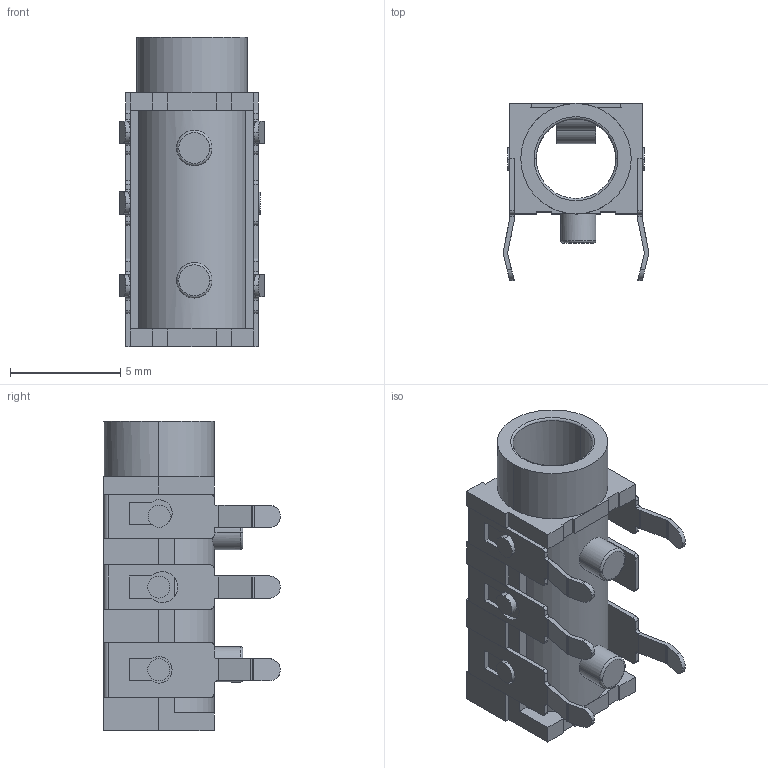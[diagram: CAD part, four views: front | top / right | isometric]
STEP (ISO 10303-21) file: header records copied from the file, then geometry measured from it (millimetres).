
FILE_DESCRIPTION (( 'STEP AP214' ), '1' );
FILE_NAME ('User Library-Jack Audio 3.5 Female.STEP', '2018-10-31T10:44:09', ( '' ), ( '' ), 'SwSTEP 2.0', 'SolidWorks 2018', '' );
FILE_SCHEMA (( 'AUTOMOTIVE_DESIGN' ));
Length unit declared in the file: millimetre
Products named in the file (5): User Library-Jack Audio 3.5 Female; User Library-Jack Audio 3.5 Female_Jack_Pin3; User Library-Jack Audio 3.5 Female_Jack_Pin1; User Library-Jack Audio 3.5 Female_Jack_body; User Library-Jack Audio 3.5 Female_Jack_Pin2
Assembly tree (4 placements, depth 2):
  User Library-Jack Audio 3.5 Female
    User Library-Jack Audio 3.5 Female_Jack_body
    User Library-Jack Audio 3.5 Female_Jack_Pin1
    User Library-Jack Audio 3.5 Female_Jack_Pin2
    User Library-Jack Audio 3.5 Female_Jack_Pin3
Bounding box: 6.59 x 8 x 14 mm (x, y, z)
Volume: 208.4 mm3; surface area: 749 mm2
Topology: 4 solids, 4 shells, 380 faces, 1076 edges, 709 vertices
Faces by surface type: plane 240, cylinder 134, torus 6
Entity records: 13859 total; most frequent: CARTESIAN_POINT 2315, ORIENTED_EDGE 2152, DIRECTION 2086, EDGE_CURVE 1076, VECTOR 782, LINE 782, VERTEX_POINT 709, AXIS2_PLACEMENT_3D 652
